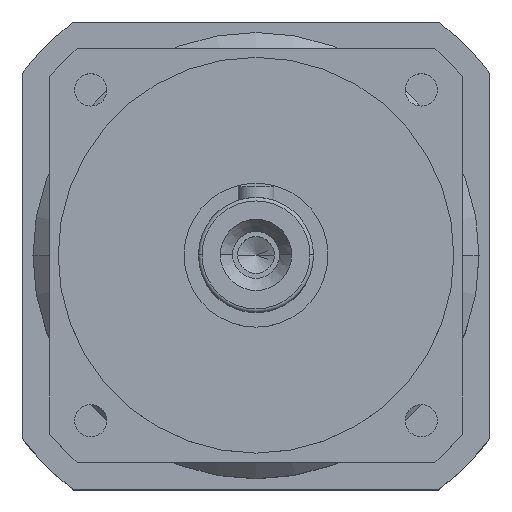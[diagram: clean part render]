
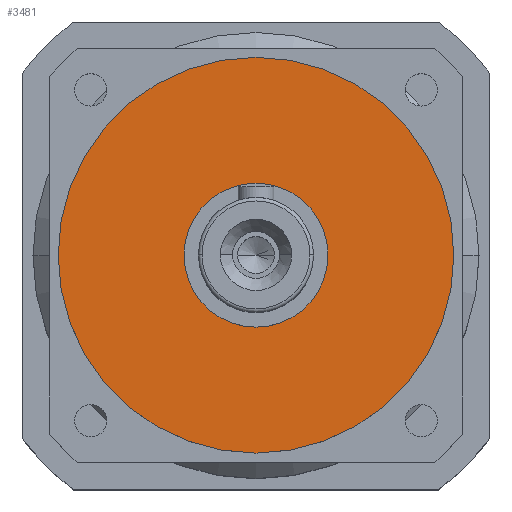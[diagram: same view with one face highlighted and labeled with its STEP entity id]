
A CAD part, top view. The second image highlights one B-rep face of the part: STEP entity #3481.
In plain terms, the highlighted planar face has unit normal (0, 0, 1).
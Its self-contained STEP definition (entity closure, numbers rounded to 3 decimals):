
#107 = VERTEX_POINT ( 'NONE', #7352 ) ;
#249 = ORIENTED_EDGE ( 'NONE', *, *, #5412, .F. ) ;
#684 = CARTESIAN_POINT ( 'NONE',  ( 55., 0., 79.5 ) ) ;
#781 = VERTEX_POINT ( 'NONE', #2259 ) ;
#950 = DIRECTION ( 'NONE',  ( 0., 0., 1. ) ) ;
#1206 = CIRCLE ( 'NONE', #3825, 20. ) ;
#1248 = ORIENTED_EDGE ( 'NONE', *, *, #1726, .F. ) ;
#1255 = CARTESIAN_POINT ( 'NONE',  ( 0., 0., 79.5 ) ) ;
#1726 = EDGE_CURVE ( 'NONE', #781, #7335, #5614, .T. ) ;
#1948 = AXIS2_PLACEMENT_3D ( 'NONE', #3936, #4766, #4350 ) ;
#2259 = CARTESIAN_POINT ( 'NONE',  ( 20., 0., 79.5 ) ) ;
#2588 = CIRCLE ( 'NONE', #3433, 55. ) ;
#2659 = VERTEX_POINT ( 'NONE', #684 ) ;
#2698 = CARTESIAN_POINT ( 'NONE',  ( 0., 0., 79.5 ) ) ;
#2968 = AXIS2_PLACEMENT_3D ( 'NONE', #4962, #4906, #5640 ) ;
#2973 = EDGE_CURVE ( 'NONE', #107, #2659, #3556, .T. ) ;
#3001 = ORIENTED_EDGE ( 'NONE', *, *, #2973, .T. ) ;
#3307 = DIRECTION ( 'NONE',  ( 1., 0., 0. ) ) ;
#3433 = AXIS2_PLACEMENT_3D ( 'NONE', #2698, #6684, #3307 ) ;
#3481 = ADVANCED_FACE ( 'NONE', ( #6009, #5658 ), #4797, .T. ) ;
#3556 = CIRCLE ( 'NONE', #2968, 55. ) ;
#3602 = DIRECTION ( 'NONE',  ( 1., 0., 0. ) ) ;
#3825 = AXIS2_PLACEMENT_3D ( 'NONE', #4500, #950, #5075 ) ;
#3936 = CARTESIAN_POINT ( 'NONE',  ( 0., 0., 79.5 ) ) ;
#4350 = DIRECTION ( 'NONE',  ( 1., 0., 0. ) ) ;
#4489 = EDGE_LOOP ( 'NONE', ( #3001, #5762 ) ) ;
#4500 = CARTESIAN_POINT ( 'NONE',  ( 0., 0., 79.5 ) ) ;
#4766 = DIRECTION ( 'NONE',  ( 0., 0., 1. ) ) ;
#4797 = PLANE ( 'NONE',  #5967 ) ;
#4906 = DIRECTION ( 'NONE',  ( 0., 0., 1. ) ) ;
#4962 = CARTESIAN_POINT ( 'NONE',  ( 0., 0., 79.5 ) ) ;
#5075 = DIRECTION ( 'NONE',  ( 1., 0., 0. ) ) ;
#5389 = EDGE_CURVE ( 'NONE', #2659, #107, #2588, .T. ) ;
#5412 = EDGE_CURVE ( 'NONE', #7335, #781, #1206, .T. ) ;
#5614 = CIRCLE ( 'NONE', #1948, 20. ) ;
#5640 = DIRECTION ( 'NONE',  ( 1., 0., 0. ) ) ;
#5658 = FACE_OUTER_BOUND ( 'NONE', #4489, .T. ) ;
#5733 = DIRECTION ( 'NONE',  ( 0., 0., 1. ) ) ;
#5762 = ORIENTED_EDGE ( 'NONE', *, *, #5389, .T. ) ;
#5951 = CARTESIAN_POINT ( 'NONE',  ( -20., 0., 79.5 ) ) ;
#5967 = AXIS2_PLACEMENT_3D ( 'NONE', #1255, #5733, #3602 ) ;
#6009 = FACE_BOUND ( 'NONE', #6988, .T. ) ;
#6684 = DIRECTION ( 'NONE',  ( 0., 0., 1. ) ) ;
#6988 = EDGE_LOOP ( 'NONE', ( #249, #1248 ) ) ;
#7335 = VERTEX_POINT ( 'NONE', #5951 ) ;
#7352 = CARTESIAN_POINT ( 'NONE',  ( -55., 0., 79.5 ) ) ;
